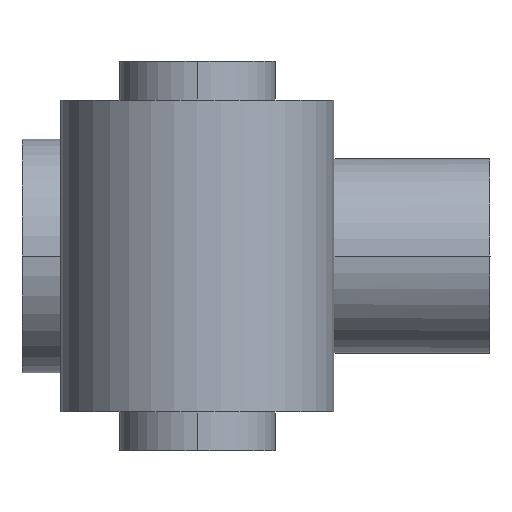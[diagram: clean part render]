
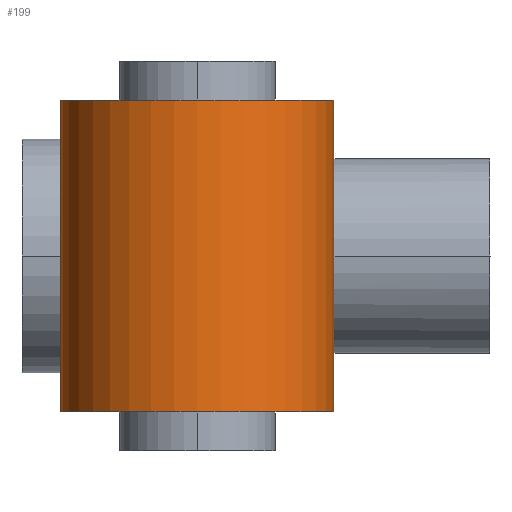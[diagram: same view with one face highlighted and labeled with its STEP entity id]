
A CAD part, left-side view. The second image highlights one B-rep face of the part: STEP entity #199.
In plain terms, the highlighted cylindrical face has radius 35 mm (diameter 70 mm), a partial arc.
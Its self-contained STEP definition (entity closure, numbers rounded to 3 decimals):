
#199=ADVANCED_FACE('',(#411),#412,.T.);
#411=FACE_OUTER_BOUND('',#625,.T.);
#412=CYLINDRICAL_SURFACE('',#626,35.0);
#625=EDGE_LOOP('',(#1112,#1113,#1114,#1115));
#626=AXIS2_PLACEMENT_3D('',#1116,#1117,#1118);
#1112=ORIENTED_EDGE('',*,*,#1272,.T.);
#1113=ORIENTED_EDGE('',*,*,#1347,.T.);
#1114=ORIENTED_EDGE('',*,*,#1361,.F.);
#1115=ORIENTED_EDGE('',*,*,#1373,.T.);
#1116=CARTESIAN_POINT('',(-45.0,0.0,0.0));
#1117=DIRECTION('',(0.0,-0.0,1.0));
#1118=DIRECTION('',(0.0,1.0,0.0));
#1272=EDGE_CURVE('',#1546,#1544,#1547,.T.);
#1347=EDGE_CURVE('',#1544,#1640,#1643,.T.);
#1361=EDGE_CURVE('',#1657,#1640,#1659,.T.);
#1373=EDGE_CURVE('',#1657,#1546,#1674,.T.);
#1544=VERTEX_POINT('',#1877);
#1546=VERTEX_POINT('',#1880);
#1547=LINE('',#1881,#1882);
#1640=VERTEX_POINT('',#2001);
#1643=CIRCLE('',#2005,35.0);
#1657=VERTEX_POINT('',#2021);
#1659=LINE('',#2024,#2025);
#1674=CIRCLE('',#2045,35.0);
#1877=CARTESIAN_POINT('',(-45.0,-35.0,80.0));
#1880=CARTESIAN_POINT('',(-45.0,-35.0,0.0));
#1881=CARTESIAN_POINT('',(-45.0,-35.0,0.0));
#1882=VECTOR('',#2204,1.0);
#2001=CARTESIAN_POINT('',(-45.0,35.0,80.0));
#2005=AXIS2_PLACEMENT_3D('',#2298,#2299,#2300);
#2021=CARTESIAN_POINT('',(-45.0,35.0,0.0));
#2024=CARTESIAN_POINT('',(-45.0,35.0,0.0));
#2025=VECTOR('',#2319,1.0);
#2045=AXIS2_PLACEMENT_3D('',#2331,#2332,#2333);
#2204=DIRECTION('',(0.0,0.0,1.0));
#2298=CARTESIAN_POINT('',(-45.0,0.0,80.0));
#2299=DIRECTION('',(0.0,0.0,-1.0));
#2300=DIRECTION('',(0.0,1.0,0.0));
#2319=DIRECTION('',(0.0,0.0,1.0));
#2331=CARTESIAN_POINT('',(-45.0,0.0,0.0));
#2332=DIRECTION('',(0.0,-0.0,1.0));
#2333=DIRECTION('',(0.0,1.0,0.0));
